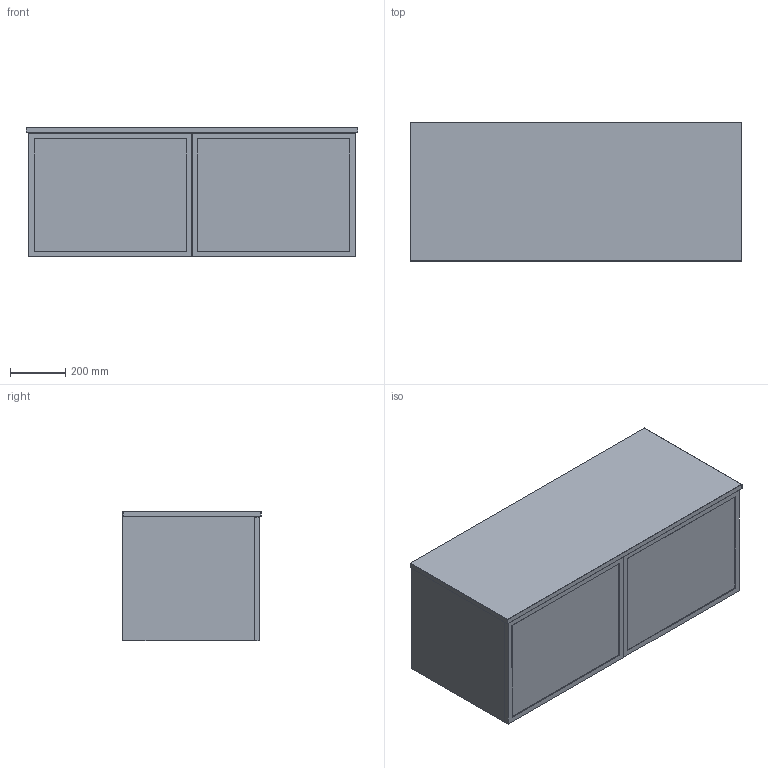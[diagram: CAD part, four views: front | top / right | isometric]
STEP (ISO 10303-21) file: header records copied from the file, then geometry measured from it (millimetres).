
FILE_DESCRIPTION(/* description */ (''),/* implementation_level */ '2;1');
FILE_NAME(/* name */ 'Kado Lux Slim 1200 (20MM)',/* time_stamp */ '2025-07-09T15:05:03+10:00',/* author */ (''),/* organization */ (''),/* preprocessor_version */ 'ST-DEVELOPER v16.5',/* originating_system */ '',/* authorisation */ '');
FILE_SCHEMA (('AUTOMOTIVE_DESIGN'));
Length unit declared in the file: millimetre
Products named in the file (10): Document; Kado Lux Slim 1200 (20MM); 20MM Benchtops (All-Drawer); 1200 Benchtop (20MM)15; 1200 Benchtop (20MM)2345678910; Kado Lux Slim ALL18; Kado Lux Slim 120017; Lux Slim Drawer Front 59016; Lux Slim Drawer Front 59014; Kado Lux Slim Carcass 120012
Assembly tree (10 placements, depth 6):
  Document
    Kado Lux Slim 1200 (20MM)
      20MM Benchtops (All-Drawer)
        1200 Benchtop (20MM)15
          1200 Benchtop (20MM)2345678910
      Kado Lux Slim ALL18
        Kado Lux Slim 120017
          Lux Slim Drawer Front 59016  x2
            Lux Slim Drawer Front 59014
          Kado Lux Slim Carcass 120012
Bounding box: 1200 x 500 x 470 mm (x, y, z)
Volume: 44906939.6 mm3; surface area: 5702774 mm2
Topology: 8 solids, 8 shells, 72 faces, 150 edges, 92 vertices
Faces by surface type: plane 58, cylinder 10, bspline 4
Entity records: 1837 total; most frequent: CARTESIAN_POINT 600, ORIENTED_EDGE 244, EDGE_CURVE 122, B_SPLINE_CURVE_WITH_KNOTS 106, DIRECTION 103, AXIS2_PLACEMENT_3D 80, VERTEX_POINT 76, EDGE_LOOP 62
